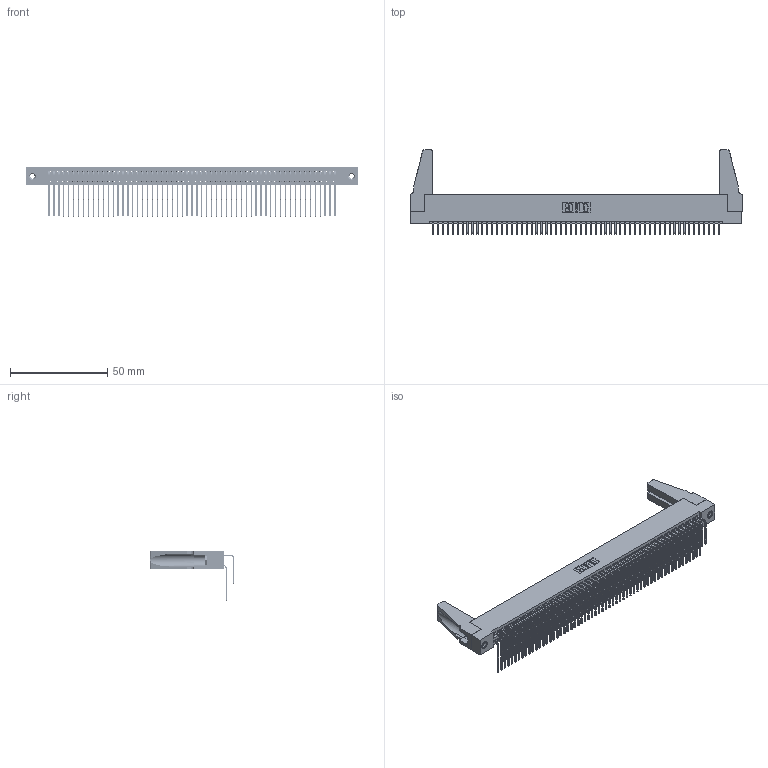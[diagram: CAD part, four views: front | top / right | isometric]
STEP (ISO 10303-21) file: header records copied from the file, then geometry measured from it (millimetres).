
FILE_DESCRIPTION (( 'STEP AP203' ), '1' );
FILE_NAME ('345-118-559-288.STEP', '2019-11-05T22:28:25', ( '' ), ( '' ), 'SwSTEP 2.0', 'SolidWorks 2016', '' );
FILE_SCHEMA (( 'CONFIG_CONTROL_DESIGN' ));
Length unit declared in the file: inch
Products named in the file (6): 345-292-001_559 Tail - 2; 345-292-001_558 559 Tail - 1; 345-118-559-288; 345-220-078_345-220-088; 345-250-001_345-250-001-102; 345 Part_Flush Mounting Lugs - 0.156 Dia-TH
Assembly tree (123 placements, depth 2):
  345-118-559-288
    345 Part_Flush Mounting Lugs - 0.156 Dia-TH
    345-292-001_558 559 Tail - 1  x59
    345-292-001_559 Tail - 2  x59
    345-250-001_345-250-001-102  x2
    345-220-078_345-220-088  x2
Bounding box: 171.09 x 43.42 x 25.53 mm (x, y, z)
Volume: 20711.2 mm3; surface area: 32459.3 mm2
Topology: 123 solids, 123 shells, 6386 faces, 18945 edges, 12462 vertices
Faces by surface type: plane 4282, cylinder 2088, cone 12, torus 4
Entity records: 47804 total; most frequent: CARTESIAN_POINT 8037, ORIENTED_EDGE 7880, DIRECTION 7044, EDGE_CURVE 3940, LINE 3490, VECTOR 3490, VERTEX_POINT 2618, AXIS2_PLACEMENT_3D 1777
